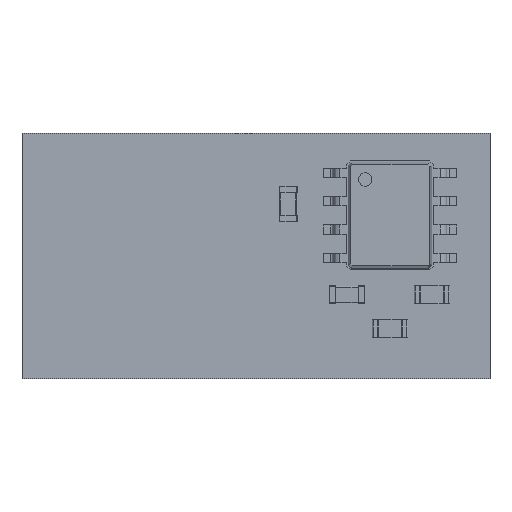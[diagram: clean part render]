
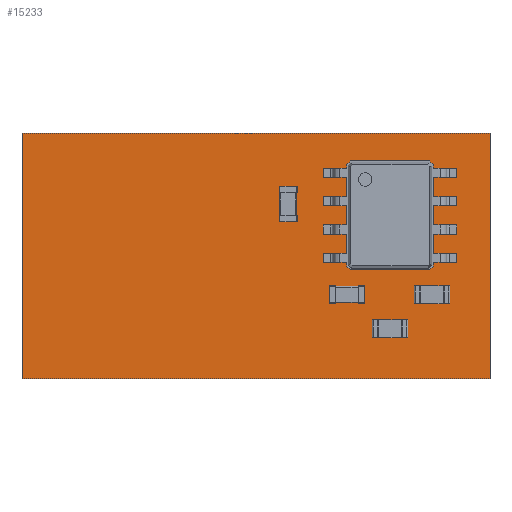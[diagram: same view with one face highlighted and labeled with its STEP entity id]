
A CAD part, top view. The second image highlights one B-rep face of the part: STEP entity #15233.
In plain terms, the highlighted planar face has unit normal (0, 0, 1).
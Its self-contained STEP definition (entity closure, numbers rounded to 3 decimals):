
#14919 = VERTEX_POINT('',#14920);
#14920 = CARTESIAN_POINT('',(10.5,5.5,1.6));
#14927 = PLANE('',#14928);
#14928 = AXIS2_PLACEMENT_3D('',#14929,#14930,#14931);
#14929 = CARTESIAN_POINT('',(10.5,5.5,0.));
#14930 = DIRECTION('',(0.,-1.,0.));
#14931 = DIRECTION('',(-1.,0.,0.));
#14939 = PLANE('',#14940);
#14940 = AXIS2_PLACEMENT_3D('',#14941,#14942,#14943);
#14941 = CARTESIAN_POINT('',(10.5,-5.5,0.));
#14942 = DIRECTION('',(-1.,0.,0.));
#14943 = DIRECTION('',(0.,1.,0.));
#14951 = EDGE_CURVE('',#14919,#14952,#14954,.T.);
#14952 = VERTEX_POINT('',#14953);
#14953 = CARTESIAN_POINT('',(-10.5,5.5,1.6));
#14954 = SURFACE_CURVE('',#14955,(#14959,#14966),.PCURVE_S1.);
#14955 = LINE('',#14956,#14957);
#14956 = CARTESIAN_POINT('',(10.5,5.5,1.6));
#14957 = VECTOR('',#14958,1.);
#14958 = DIRECTION('',(-1.,0.,0.));
#14959 = PCURVE('',#14927,#14960);
#14960 = DEFINITIONAL_REPRESENTATION('',(#14961),#14965);
#14961 = LINE('',#14962,#14963);
#14962 = CARTESIAN_POINT('',(0.,-1.6));
#14963 = VECTOR('',#14964,1.);
#14964 = DIRECTION('',(1.,0.));
#14965 = ( GEOMETRIC_REPRESENTATION_CONTEXT(2) 
PARAMETRIC_REPRESENTATION_CONTEXT() REPRESENTATION_CONTEXT('2D SPACE',''
  ) );
#14966 = PCURVE('',#14967,#14972);
#14967 = PLANE('',#14968);
#14968 = AXIS2_PLACEMENT_3D('',#14969,#14970,#14971);
#14969 = CARTESIAN_POINT('',(0.,0.,1.6));
#14970 = DIRECTION('',(0.,0.,1.));
#14971 = DIRECTION('',(1.,0.,-0.));
#14972 = DEFINITIONAL_REPRESENTATION('',(#14973),#14977);
#14973 = LINE('',#14974,#14975);
#14974 = CARTESIAN_POINT('',(10.5,5.5));
#14975 = VECTOR('',#14976,1.);
#14976 = DIRECTION('',(-1.,0.));
#14977 = ( GEOMETRIC_REPRESENTATION_CONTEXT(2) 
PARAMETRIC_REPRESENTATION_CONTEXT() REPRESENTATION_CONTEXT('2D SPACE',''
  ) );
#14995 = PLANE('',#14996);
#14996 = AXIS2_PLACEMENT_3D('',#14997,#14998,#14999);
#14997 = CARTESIAN_POINT('',(-10.5,5.5,0.));
#14998 = DIRECTION('',(1.,0.,-0.));
#14999 = DIRECTION('',(0.,-1.,0.));
#15037 = EDGE_CURVE('',#14952,#15038,#15040,.T.);
#15038 = VERTEX_POINT('',#15039);
#15039 = CARTESIAN_POINT('',(-10.5,-5.5,1.6));
#15040 = SURFACE_CURVE('',#15041,(#15045,#15052),.PCURVE_S1.);
#15041 = LINE('',#15042,#15043);
#15042 = CARTESIAN_POINT('',(-10.5,5.5,1.6));
#15043 = VECTOR('',#15044,1.);
#15044 = DIRECTION('',(0.,-1.,0.));
#15045 = PCURVE('',#14995,#15046);
#15046 = DEFINITIONAL_REPRESENTATION('',(#15047),#15051);
#15047 = LINE('',#15048,#15049);
#15048 = CARTESIAN_POINT('',(0.,-1.6));
#15049 = VECTOR('',#15050,1.);
#15050 = DIRECTION('',(1.,0.));
#15051 = ( GEOMETRIC_REPRESENTATION_CONTEXT(2) 
PARAMETRIC_REPRESENTATION_CONTEXT() REPRESENTATION_CONTEXT('2D SPACE',''
  ) );
#15052 = PCURVE('',#14967,#15053);
#15053 = DEFINITIONAL_REPRESENTATION('',(#15054),#15058);
#15054 = LINE('',#15055,#15056);
#15055 = CARTESIAN_POINT('',(-10.5,5.5));
#15056 = VECTOR('',#15057,1.);
#15057 = DIRECTION('',(0.,-1.));
#15058 = ( GEOMETRIC_REPRESENTATION_CONTEXT(2) 
PARAMETRIC_REPRESENTATION_CONTEXT() REPRESENTATION_CONTEXT('2D SPACE',''
  ) );
#15076 = PLANE('',#15077);
#15077 = AXIS2_PLACEMENT_3D('',#15078,#15079,#15080);
#15078 = CARTESIAN_POINT('',(-10.5,-5.5,0.));
#15079 = DIRECTION('',(0.,1.,0.));
#15080 = DIRECTION('',(1.,0.,0.));
#15113 = EDGE_CURVE('',#15038,#15114,#15116,.T.);
#15114 = VERTEX_POINT('',#15115);
#15115 = CARTESIAN_POINT('',(10.5,-5.5,1.6));
#15116 = SURFACE_CURVE('',#15117,(#15121,#15128),.PCURVE_S1.);
#15117 = LINE('',#15118,#15119);
#15118 = CARTESIAN_POINT('',(-10.5,-5.5,1.6));
#15119 = VECTOR('',#15120,1.);
#15120 = DIRECTION('',(1.,0.,0.));
#15121 = PCURVE('',#15076,#15122);
#15122 = DEFINITIONAL_REPRESENTATION('',(#15123),#15127);
#15123 = LINE('',#15124,#15125);
#15124 = CARTESIAN_POINT('',(0.,-1.6));
#15125 = VECTOR('',#15126,1.);
#15126 = DIRECTION('',(1.,0.));
#15127 = ( GEOMETRIC_REPRESENTATION_CONTEXT(2) 
PARAMETRIC_REPRESENTATION_CONTEXT() REPRESENTATION_CONTEXT('2D SPACE',''
  ) );
#15128 = PCURVE('',#14967,#15129);
#15129 = DEFINITIONAL_REPRESENTATION('',(#15130),#15134);
#15130 = LINE('',#15131,#15132);
#15131 = CARTESIAN_POINT('',(-10.5,-5.5));
#15132 = VECTOR('',#15133,1.);
#15133 = DIRECTION('',(1.,0.));
#15134 = ( GEOMETRIC_REPRESENTATION_CONTEXT(2) 
PARAMETRIC_REPRESENTATION_CONTEXT() REPRESENTATION_CONTEXT('2D SPACE',''
  ) );
#15184 = EDGE_CURVE('',#15114,#14919,#15185,.T.);
#15185 = SURFACE_CURVE('',#15186,(#15190,#15197),.PCURVE_S1.);
#15186 = LINE('',#15187,#15188);
#15187 = CARTESIAN_POINT('',(10.5,-5.5,1.6));
#15188 = VECTOR('',#15189,1.);
#15189 = DIRECTION('',(0.,1.,0.));
#15190 = PCURVE('',#14939,#15191);
#15191 = DEFINITIONAL_REPRESENTATION('',(#15192),#15196);
#15192 = LINE('',#15193,#15194);
#15193 = CARTESIAN_POINT('',(0.,-1.6));
#15194 = VECTOR('',#15195,1.);
#15195 = DIRECTION('',(1.,0.));
#15196 = ( GEOMETRIC_REPRESENTATION_CONTEXT(2) 
PARAMETRIC_REPRESENTATION_CONTEXT() REPRESENTATION_CONTEXT('2D SPACE',''
  ) );
#15197 = PCURVE('',#14967,#15198);
#15198 = DEFINITIONAL_REPRESENTATION('',(#15199),#15203);
#15199 = LINE('',#15200,#15201);
#15200 = CARTESIAN_POINT('',(10.5,-5.5));
#15201 = VECTOR('',#15202,1.);
#15202 = DIRECTION('',(0.,1.));
#15203 = ( GEOMETRIC_REPRESENTATION_CONTEXT(2) 
PARAMETRIC_REPRESENTATION_CONTEXT() REPRESENTATION_CONTEXT('2D SPACE',''
  ) );
#15233 = ADVANCED_FACE('',(#15234),#14967,.T.);
#15234 = FACE_BOUND('',#15235,.T.);
#15235 = EDGE_LOOP('',(#15236,#15237,#15238,#15239));
#15236 = ORIENTED_EDGE('',*,*,#14951,.T.);
#15237 = ORIENTED_EDGE('',*,*,#15037,.T.);
#15238 = ORIENTED_EDGE('',*,*,#15113,.T.);
#15239 = ORIENTED_EDGE('',*,*,#15184,.T.);
